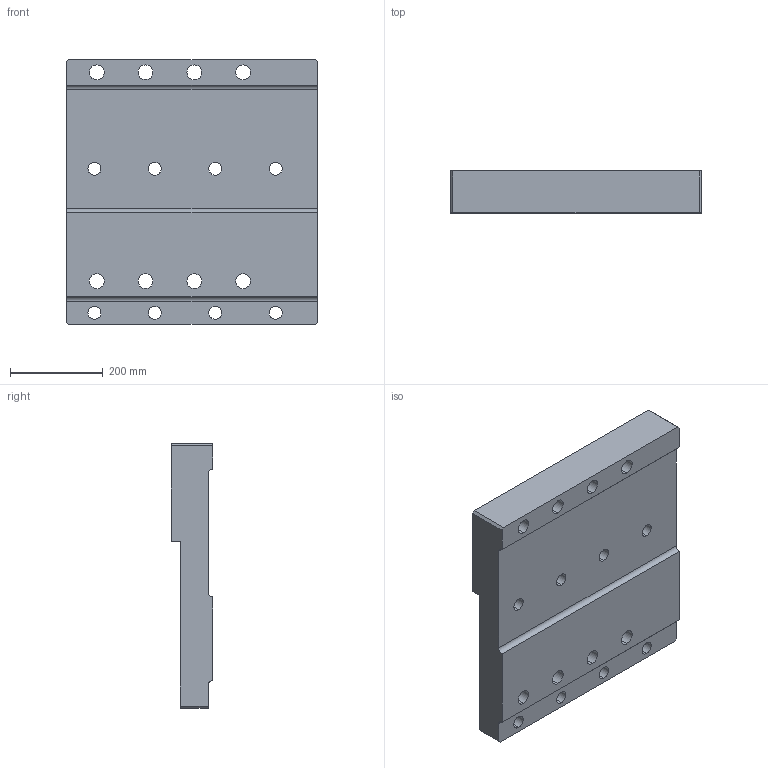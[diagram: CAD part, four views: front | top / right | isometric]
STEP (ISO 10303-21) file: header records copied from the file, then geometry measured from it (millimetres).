
FILE_DESCRIPTION (( 'STEP AP203' ), '1' );
FILE_NAME ('衵徹傾殤JMC37-1.STEP', '2022-01-19T02:48:39', ( '' ), ( '' ), 'SwSTEP 2.0', 'SolidWorks 2018', '' );
FILE_SCHEMA (( 'CONFIG_CONTROL_DESIGN' ));
Length unit declared in the file: millimetre
Products named in the file (1): 衵徹傾殤JMC37-1
Bounding box: 540 x 90 x 570 mm (x, y, z)
Volume: 20823997.2 mm3; surface area: 898909.7 mm2
Topology: 1 solids, 1 shells, 70 faces, 188 edges, 122 vertices
Faces by surface type: cylinder 47, plane 19, cone 4
Entity records: 2347 total; most frequent: DIRECTION 420, CARTESIAN_POINT 377, ORIENTED_EDGE 368, EDGE_CURVE 184, AXIS2_PLACEMENT_3D 165, VERTEX_POINT 122, EDGE_LOOP 108, CIRCLE 94
